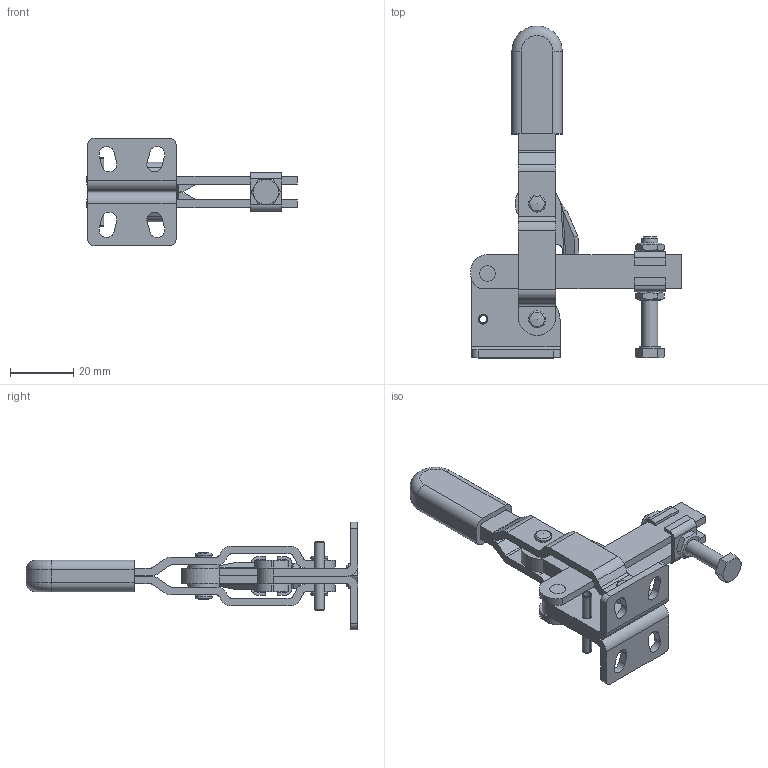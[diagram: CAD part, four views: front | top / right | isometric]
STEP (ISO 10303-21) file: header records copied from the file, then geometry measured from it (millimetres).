
FILE_DESCRIPTION(/* description */ (''),/* implementation_level */ '2;1');
FILE_NAME(/* name */ 'MG83UB-BL.stp',/* time_stamp */ '2019-10-11T14:19:27+01:00',/* author */ ('Carl'),/* organization */ (''),/* preprocessor_version */ 'ST-DEVELOPER v17',/* originating_system */ 'Autodesk Inventor 2018',/* authorisation */ '');
FILE_SCHEMA (('AUTOMOTIVE_DESIGN { 1 0 10303 214 3 1 1 }'));
Length unit declared in the file: millimetre
Products named in the file (8): MG83UB-BL; MG83UB-BL_1; MG83UB-BL_1_1; MG83UB-BL_2; MG83UB-BL_3; MG83UB-BL_4; MG83UB-BL_5; MG83UB-BL_6
Assembly tree (7 placements, depth 2):
  MG83UB-BL
    MG83UB-BL_1
    MG83UB-BL_1_1
    MG83UB-BL_2
    MG83UB-BL_3
    MG83UB-BL_4
    MG83UB-BL_5
    MG83UB-BL_6
Bounding box: 66.88 x 105.29 x 34.01 mm (x, y, z)
Volume: 20887.9 mm3; surface area: 18971.9 mm2
Topology: 7 solids, 7 shells, 379 faces, 1021 edges, 676 vertices
Faces by surface type: plane 240, cylinder 101, cone 22, torus 10, sphere 4, bspline 2
Full cylindrical faces by diameter (mm): 4.134 x2, 5 x9, 5.2 x2, 5.3 x2, 6.88 x1, 8 x2, 10 x2
Entity records: 12498 total; most frequent: CARTESIAN_POINT 2406, DIRECTION 2091, ORIENTED_EDGE 2034, EDGE_CURVE 1017, AXIS2_PLACEMENT_3D 728, VERTEX_POINT 676, LINE 635, VECTOR 635
